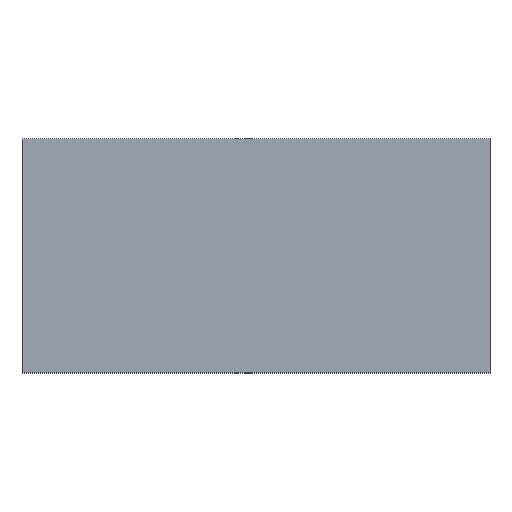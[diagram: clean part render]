
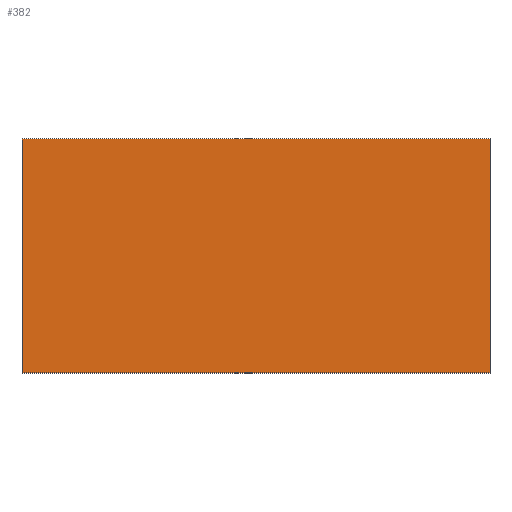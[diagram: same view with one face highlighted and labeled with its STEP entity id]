
A CAD part, front view. The second image highlights one B-rep face of the part: STEP entity #382.
In plain terms, the highlighted planar face has unit normal (0, -1, 0).
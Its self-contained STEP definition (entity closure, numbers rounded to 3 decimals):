
#38=FACE_OUTER_BOUND('',#62,.T.);
#62=EDGE_LOOP('',(#313,#314,#315,#316));
#95=LINE('',#588,#143);
#98=LINE('',#594,#146);
#101=LINE('',#600,#149);
#104=LINE('',#604,#152);
#143=VECTOR('',#484,10.);
#146=VECTOR('',#489,10.);
#149=VECTOR('',#494,10.);
#152=VECTOR('',#499,10.);
#183=VERTEX_POINT('',#585);
#184=VERTEX_POINT('',#587);
#186=VERTEX_POINT('',#593);
#188=VERTEX_POINT('',#599);
#223=EDGE_CURVE('',#184,#183,#95,.T.);
#226=EDGE_CURVE('',#186,#184,#98,.T.);
#229=EDGE_CURVE('',#188,#186,#101,.T.);
#232=EDGE_CURVE('',#183,#188,#104,.T.);
#313=ORIENTED_EDGE('',*,*,#232,.T.);
#314=ORIENTED_EDGE('',*,*,#229,.T.);
#315=ORIENTED_EDGE('',*,*,#226,.T.);
#316=ORIENTED_EDGE('',*,*,#223,.T.);
#358=PLANE('',#423);
#382=ADVANCED_FACE('',(#38),#358,.T.);
#423=AXIS2_PLACEMENT_3D('',#606,#502,#503);
#484=DIRECTION('',(0.,0.,1.));
#489=DIRECTION('',(1.,0.,0.));
#494=DIRECTION('',(0.,0.,-1.));
#499=DIRECTION('',(-1.,0.,0.));
#502=DIRECTION('center_axis',(0.,-1.,0.));
#503=DIRECTION('ref_axis',(0.,0.,-1.));
#585=CARTESIAN_POINT('',(1.5,-0.1,0.9));
#587=CARTESIAN_POINT('',(1.5,-0.1,-0.35));
#588=CARTESIAN_POINT('',(1.5,-0.1,-0.35));
#593=CARTESIAN_POINT('',(-1.,-0.1,-0.35));
#594=CARTESIAN_POINT('',(-1.,-0.1,-0.35));
#599=CARTESIAN_POINT('',(-1.,-0.1,0.9));
#600=CARTESIAN_POINT('',(-1.,-0.1,0.9));
#604=CARTESIAN_POINT('',(1.5,-0.1,0.9));
#606=CARTESIAN_POINT('Origin',(0.25,-0.1,0.275));
